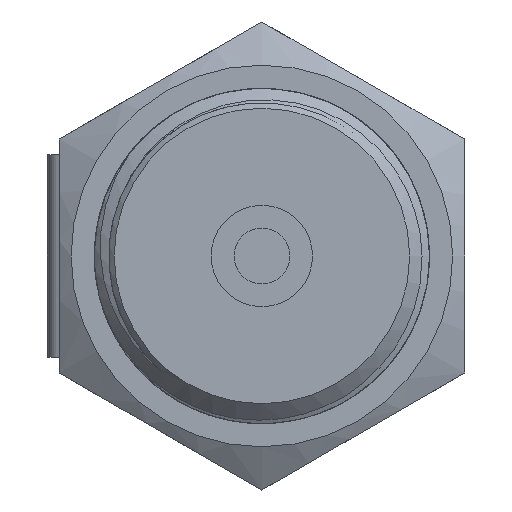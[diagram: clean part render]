
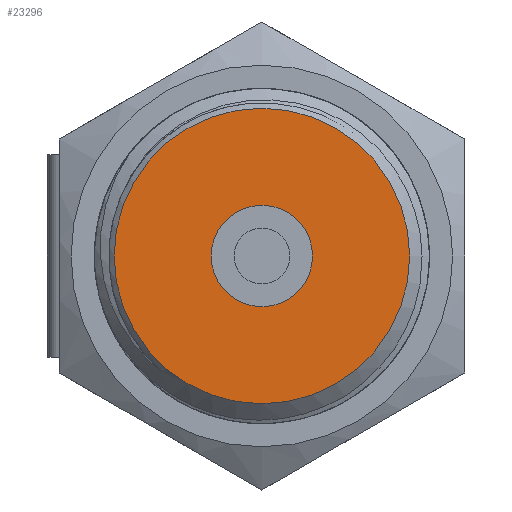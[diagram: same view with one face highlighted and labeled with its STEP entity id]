
A CAD part, left-side view. The second image highlights one B-rep face of the part: STEP entity #23296.
In plain terms, the highlighted planar face has unit normal (-1, 0, 0).
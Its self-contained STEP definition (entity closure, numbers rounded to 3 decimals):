
#556=FACE_BOUND('',#2967,.T.);
#656=PLANE('',#24525);
#1607=FACE_OUTER_BOUND('',#2966,.T.);
#2966=EDGE_LOOP('',(#17188));
#2967=EDGE_LOOP('',(#17189));
#4126=CIRCLE('',#24524,3.);
#4127=CIRCLE('',#24526,8.75);
#10215=VERTEX_POINT('',#40614);
#10216=VERTEX_POINT('',#40618);
#12813=EDGE_CURVE('',#10215,#10215,#4126,.T.);
#12815=EDGE_CURVE('',#10216,#10216,#4127,.T.);
#17188=ORIENTED_EDGE('',*,*,#12815,.F.);
#17189=ORIENTED_EDGE('',*,*,#12813,.T.);
#23296=ADVANCED_FACE('',(#1607,#556),#656,.T.);
#24524=AXIS2_PLACEMENT_3D('',#40615,#26742,#26743);
#24525=AXIS2_PLACEMENT_3D('',#40617,#26745,#26746);
#24526=AXIS2_PLACEMENT_3D('',#40619,#26747,#26748);
#26742=DIRECTION('center_axis',(1.,0.,0.));
#26743=DIRECTION('ref_axis',(0.,0.,-1.));
#26745=DIRECTION('center_axis',(-1.,0.,0.));
#26746=DIRECTION('ref_axis',(0.,0.,1.));
#26747=DIRECTION('center_axis',(1.,0.,0.));
#26748=DIRECTION('ref_axis',(0.,0.,-1.));
#40614=CARTESIAN_POINT('',(3.,-3.,0.));
#40615=CARTESIAN_POINT('Origin',(3.,0.,0.));
#40617=CARTESIAN_POINT('Origin',(3.,8.75,0.));
#40618=CARTESIAN_POINT('',(3.,-8.75,0.));
#40619=CARTESIAN_POINT('Origin',(3.,0.,0.));
